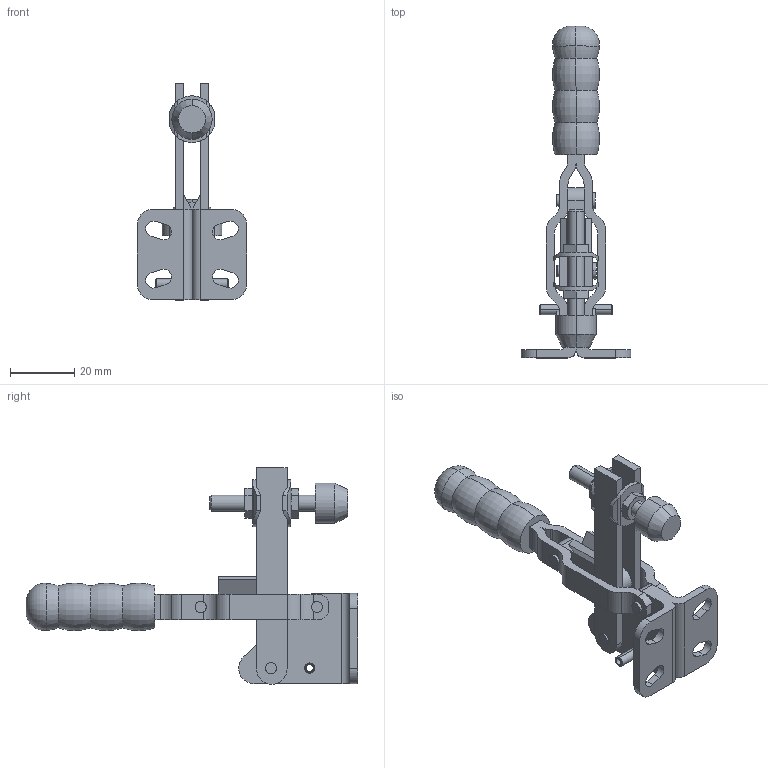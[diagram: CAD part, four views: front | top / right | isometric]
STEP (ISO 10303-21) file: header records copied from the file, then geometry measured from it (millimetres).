
FILE_DESCRIPTION( ( '' ), '1' );
FILE_NAME( 'K0058.0100GESCHLOSSEN_2.stp', '2012-10-29T15:33:12', ( '' ), ( '' ), ' ', ' ', ' ' );
FILE_SCHEMA( ( 'CONFIG_CONTROL_DESIGN' ) );
Length unit declared in the file: millimetre
Products named in the file (11): 1; 2; 3; 4; 5; 6; 7; 8; 9; 10; 11
Bounding box: 34 x 103 x 67.2 mm (x, y, z)
Volume: 20949.7 mm3; surface area: 15913.9 mm2
Topology: 11 solids, 11 shells, 299 faces, 745 edges, 478 vertices
Faces by surface type: plane 131, cylinder 112, cone 46, torus 10
Entity records: 9611 total; most frequent: CARTESIAN_POINT 1865, DIRECTION 1599, ORIENTED_EDGE 1490, EDGE_CURVE 745, AXIS2_PLACEMENT_3D 618, VERTEX_POINT 478, LINE 363, VECTOR 363
